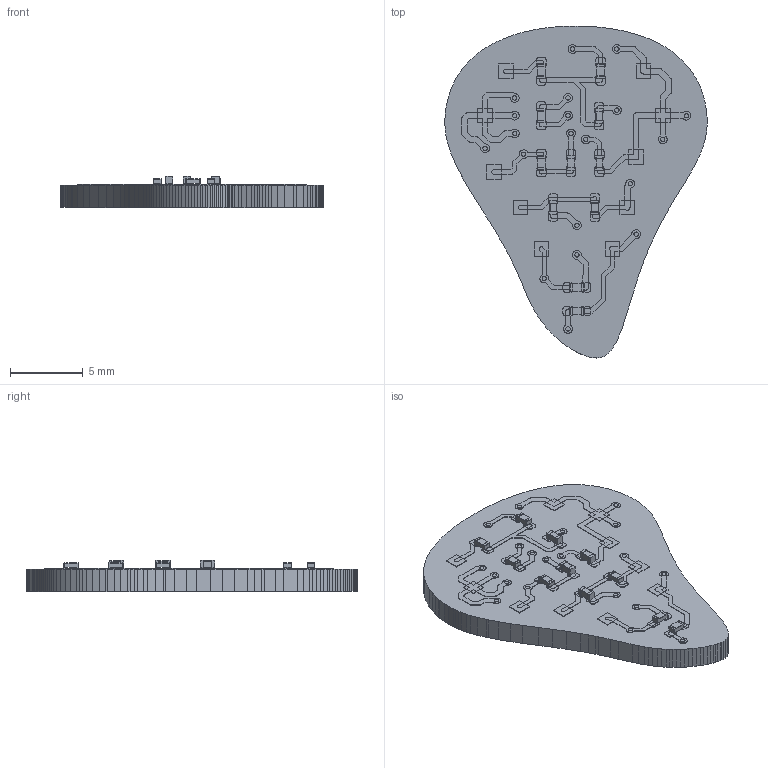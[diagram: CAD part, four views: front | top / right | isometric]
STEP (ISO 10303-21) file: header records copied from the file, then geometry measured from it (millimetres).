
FILE_DESCRIPTION(('KiCad electronic assembly'),'2;1');
FILE_NAME('Project Resonator Crossover Circuit PCB.step', '2025-08-20T16:51:06',('Pcbnew'),('Kicad'), 'Open CASCADE STEP processor 7.8','KiCad to STEP converter','Unknown' );
FILE_SCHEMA(('AUTOMOTIVE_DESIGN { 1 0 10303 214 1 1 1 1 }'));
Length unit declared in the file: millimetre
Products named in the file (7): Project Resonator Crossover Circuit PCB 1; R_0402_1005Metric; C_0402_1005Metric; Project Resonator Crossover Circuit PCB_copper; Project Resonator Crossover Circuit PCB_pad; Project Resonator Crossover Circuit PCB_via; Project Resonator Crossover Circuit PCB_PCB
Assembly tree (15 placements, depth 2):
  Project Resonator Crossover Circuit PCB 1
    R_0402_1005Metric  x7
    C_0402_1005Metric  x4
    Project Resonator Crossover Circuit PCB_copper
    Project Resonator Crossover Circuit PCB_pad
    Project Resonator Crossover Circuit PCB_via
    Project Resonator Crossover Circuit PCB_PCB
Bounding box: 17.99 x 22.77 x 2.13 mm (x, y, z)
Volume: 420.2 mm3; surface area: 1237.7 mm2
Topology: 89 solids, 89 shells, 1547 faces, 4055 edges, 2694 vertices
Faces by surface type: plane 1132, cylinder 415
Full cylindrical faces by diameter (mm): 0.3 x80
Entity records: 41244 total; most frequent: CARTESIAN_POINT 7040, ORIENTED_EDGE 6862, DIRECTION 6739, EDGE_CURVE 3431, LINE 2769, VECTOR 2769, VERTEX_POINT 2286, AXIS2_PLACEMENT_3D 1985
